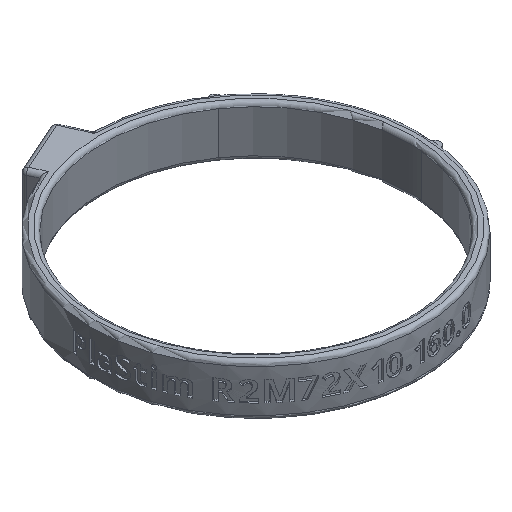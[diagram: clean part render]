
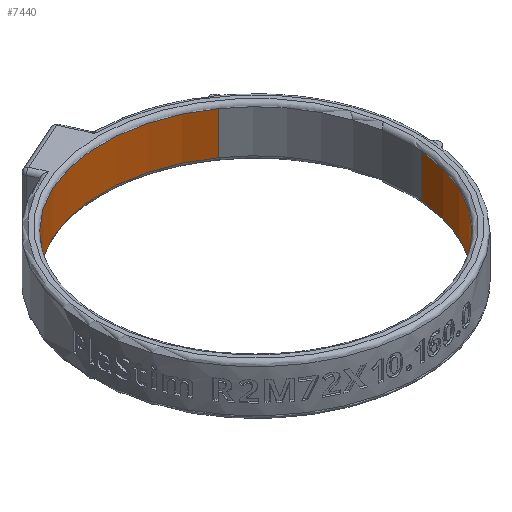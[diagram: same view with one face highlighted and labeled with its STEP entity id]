
A CAD part, isometric view. The second image highlights one B-rep face of the part: STEP entity #7440.
In plain terms, the highlighted cylindrical face has radius 36 mm (diameter 72 mm), a partial arc.
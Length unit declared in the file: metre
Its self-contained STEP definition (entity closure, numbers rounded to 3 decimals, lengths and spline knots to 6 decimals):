
#706=CYLINDRICAL_SURFACE('',#7914,0.036);
#805=CIRCLE('',#7909,0.036);
#808=CIRCLE('',#7913,0.036);
#993=ORIENTED_EDGE('',*,*,#3348,.T.);
#994=ORIENTED_EDGE('',*,*,#3357,.T.);
#995=ORIENTED_EDGE('',*,*,#3355,.F.);
#996=ORIENTED_EDGE('',*,*,#3358,.F.);
#3348=EDGE_CURVE('',#4528,#4530,#805,.T.);
#3355=EDGE_CURVE('',#4537,#4538,#808,.T.);
#3357=EDGE_CURVE('',#4530,#4538,#5311,.T.);
#3358=EDGE_CURVE('',#4528,#4537,#5312,.T.);
#4528=VERTEX_POINT('',#9988);
#4530=VERTEX_POINT('',#9992);
#4537=VERTEX_POINT('',#10007);
#4538=VERTEX_POINT('',#10009);
#5311=LINE('',#10012,#5810);
#5312=LINE('',#10013,#5811);
#5810=VECTOR('',#8459,1.);
#5811=VECTOR('',#8460,1.);
#6303=EDGE_LOOP('',(#993,#994,#995,#996));
#6791=FACE_BOUND('',#6303,.T.);
#7440=ADVANCED_FACE('',(#6791),#706,.F.);
#7909=AXIS2_PLACEMENT_3D('',#9993,#8442,#8443);
#7913=AXIS2_PLACEMENT_3D('',#10008,#8454,#8455);
#7914=AXIS2_PLACEMENT_3D('',#10011,#8457,#8458);
#8442=DIRECTION('',(0.,0.,1.));
#8443=DIRECTION('',(1.,0.,0.));
#8454=DIRECTION('',(0.,0.,1.));
#8455=DIRECTION('',(1.,0.,0.));
#8457=DIRECTION('',(0.,0.,-1.));
#8458=DIRECTION('',(-1.,0.,0.));
#8459=DIRECTION('',(0.,0.,-1.));
#8460=DIRECTION('',(0.,0.,-1.));
#9988=CARTESIAN_POINT('',(0.020649,0.029489,0.005));
#9992=CARTESIAN_POINT('',(0.035863,-0.003138,0.005));
#9993=CARTESIAN_POINT('',(0.,0.,0.005));
#10007=CARTESIAN_POINT('',(0.020649,0.029489,-0.005));
#10008=CARTESIAN_POINT('',(0.,0.,-0.005));
#10009=CARTESIAN_POINT('',(0.035863,-0.003138,-0.005));
#10011=CARTESIAN_POINT('',(0.,0.,0.005));
#10012=CARTESIAN_POINT('',(0.035863,-0.003138,0.005));
#10013=CARTESIAN_POINT('',(0.020649,0.029489,0.005));
